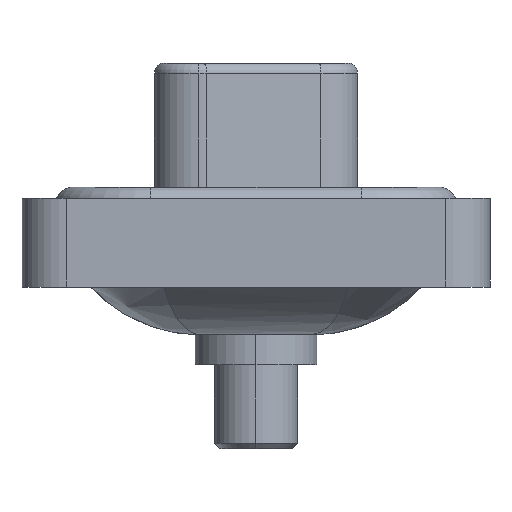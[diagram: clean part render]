
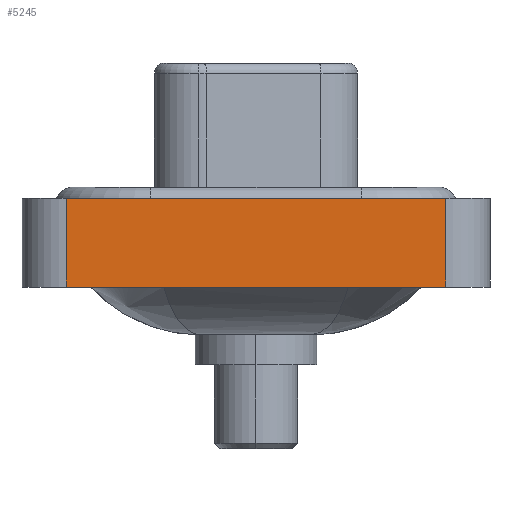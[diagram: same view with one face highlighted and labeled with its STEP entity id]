
A CAD part, left-side view. The second image highlights one B-rep face of the part: STEP entity #5245.
In plain terms, the highlighted planar face has unit normal (-1, 0, 0).
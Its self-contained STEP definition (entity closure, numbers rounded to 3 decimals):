
#308 = EDGE_CURVE ( 'NONE', #1975, #1004, #2214, .T. ) ;
#1004 = VERTEX_POINT ( 'NONE', #1746 ) ;
#1538 = CARTESIAN_POINT ( 'NONE',  ( -7.3, -8.55, 0.4 ) ) ;
#1580 = EDGE_CURVE ( 'NONE', #1975, #12565, #6417, .T. ) ;
#1746 = CARTESIAN_POINT ( 'NONE',  ( -7.3, 8.55, 0.4 ) ) ;
#1845 = VECTOR ( 'NONE', #10143, 1000. ) ;
#1975 = VERTEX_POINT ( 'NONE', #14559 ) ;
#2214 = LINE ( 'NONE', #14830, #9133 ) ;
#2289 = ORIENTED_EDGE ( 'NONE', *, *, #1580, .T. ) ;
#2487 = DIRECTION ( 'NONE',  ( 0., -1., 0. ) ) ;
#2527 = CARTESIAN_POINT ( 'NONE',  ( -7.3, -8.55, -3.6 ) ) ;
#3555 = LINE ( 'NONE', #8683, #12827 ) ;
#4746 = ORIENTED_EDGE ( 'NONE', *, *, #308, .F. ) ;
#5245 = ADVANCED_FACE ( 'NONE', ( #6817 ), #10651, .T. ) ;
#5486 = DIRECTION ( 'NONE',  ( -1., 0., 0. ) ) ;
#6417 = LINE ( 'NONE', #7417, #10381 ) ;
#6636 = ORIENTED_EDGE ( 'NONE', *, *, #8282, .F. ) ;
#6748 = DIRECTION ( 'NONE',  ( 0., 0., 1. ) ) ;
#6817 = FACE_OUTER_BOUND ( 'NONE', #12099, .T. ) ;
#7131 = ORIENTED_EDGE ( 'NONE', *, *, #11630, .T. ) ;
#7417 = CARTESIAN_POINT ( 'NONE',  ( -7.3, -8.55, -3.6 ) ) ;
#8282 = EDGE_CURVE ( 'NONE', #1004, #13957, #3555, .T. ) ;
#8683 = CARTESIAN_POINT ( 'NONE',  ( -7.3, -8.55, 0.4 ) ) ;
#9133 = VECTOR ( 'NONE', #13587, 1000. ) ;
#9139 = LINE ( 'NONE', #2527, #1845 ) ;
#9399 = CARTESIAN_POINT ( 'NONE',  ( -7.3, -8.55, -3.6 ) ) ;
#10143 = DIRECTION ( 'NONE',  ( 0., 0., 1. ) ) ;
#10170 = AXIS2_PLACEMENT_3D ( 'NONE', #9399, #5486, #6748 ) ;
#10381 = VECTOR ( 'NONE', #15013, 1000. ) ;
#10651 = PLANE ( 'NONE',  #10170 ) ;
#11630 = EDGE_CURVE ( 'NONE', #12565, #13957, #9139, .T. ) ;
#12099 = EDGE_LOOP ( 'NONE', ( #7131, #6636, #4746, #2289 ) ) ;
#12565 = VERTEX_POINT ( 'NONE', #14170 ) ;
#12827 = VECTOR ( 'NONE', #2487, 1000. ) ;
#13587 = DIRECTION ( 'NONE',  ( 0., 0., 1. ) ) ;
#13957 = VERTEX_POINT ( 'NONE', #1538 ) ;
#14170 = CARTESIAN_POINT ( 'NONE',  ( -7.3, -8.55, -3.6 ) ) ;
#14559 = CARTESIAN_POINT ( 'NONE',  ( -7.3, 8.55, -3.6 ) ) ;
#14830 = CARTESIAN_POINT ( 'NONE',  ( -7.3, 8.55, -3.6 ) ) ;
#15013 = DIRECTION ( 'NONE',  ( 0., -1., 0. ) ) ;
